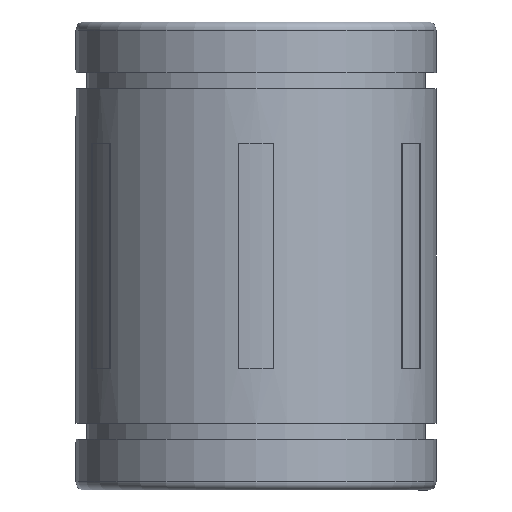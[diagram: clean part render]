
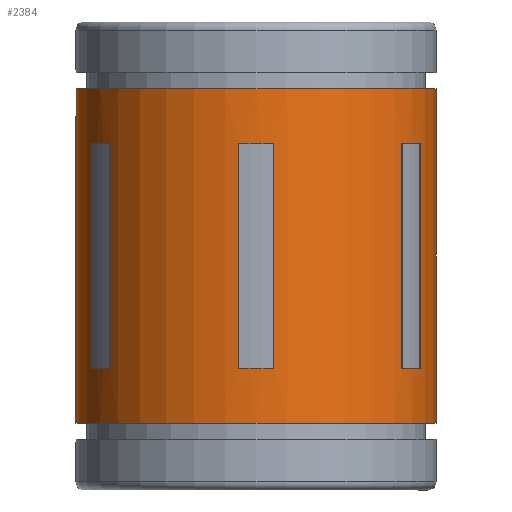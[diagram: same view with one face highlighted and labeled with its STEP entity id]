
A CAD part, left-side view. The second image highlights one B-rep face of the part: STEP entity #2384.
In plain terms, the highlighted cylindrical face has radius 15.875 mm (diameter 31.75 mm), a partial arc.
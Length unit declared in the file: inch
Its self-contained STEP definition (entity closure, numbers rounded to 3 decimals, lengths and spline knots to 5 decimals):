
#43 = VERTEX_POINT ( 'NONE', #470 ) ;
#138 = VERTEX_POINT ( 'NONE', #2720 ) ;
#154 = VECTOR ( 'NONE', #177, 39.37008 ) ;
#177 = DIRECTION ( 'NONE',  ( 0., 0., -1. ) ) ;
#210 = ORIENTED_EDGE ( 'NONE', *, *, #2515, .T. ) ;
#218 = DIRECTION ( 'NONE',  ( 0., -1., 0. ) ) ;
#259 = CARTESIAN_POINT ( 'NONE',  ( 0., 0., 0.39227 ) ) ;
#272 = CARTESIAN_POINT ( 'NONE',  ( -0.2569, -0.56976, 0.39228 ) ) ;
#276 = VERTEX_POINT ( 'NONE', #813 ) ;
#373 = LINE ( 'NONE', #593, #1518 ) ;
#374 = ORIENTED_EDGE ( 'NONE', *, *, #1170, .F. ) ;
#375 = LINE ( 'NONE', #2548, #1561 ) ;
#379 = EDGE_CURVE ( 'NONE', #2044, #497, #2335, .T. ) ;
#399 = CARTESIAN_POINT ( 'NONE',  ( -0.62188, 0.0624, 0.39228 ) ) ;
#402 = CARTESIAN_POINT ( 'NONE',  ( 0., 0., -0.39227 ) ) ;
#421 = CARTESIAN_POINT ( 'NONE',  ( 0., 0.625, 0.5801 ) ) ;
#435 = CIRCLE ( 'NONE', #1910, 0.625 ) ;
#469 = EDGE_CURVE ( 'NONE', #138, #1097, #1685, .T. ) ;
#470 = CARTESIAN_POINT ( 'NONE',  ( 0., -0.625, -0.5801 ) ) ;
#483 = CARTESIAN_POINT ( 'NONE',  ( -0.2569, 0.56976, 0.39228 ) ) ;
#497 = VERTEX_POINT ( 'NONE', #2183 ) ;
#506 = EDGE_CURVE ( 'NONE', #2044, #2266, #1334, .T. ) ;
#520 = CIRCLE ( 'NONE', #840, 0.625 ) ;
#541 = CARTESIAN_POINT ( 'NONE',  ( 0., 0., -0.5801 ) ) ;
#555 = DIRECTION ( 'NONE',  ( 0., 0., 1. ) ) ;
#574 = CARTESIAN_POINT ( 'NONE',  ( 0., -0.625, 0.78455 ) ) ;
#593 = CARTESIAN_POINT ( 'NONE',  ( 0., 0.625, 0.78455 ) ) ;
#605 = AXIS2_PLACEMENT_3D ( 'NONE', #1109, #1504, #218 ) ;
#616 = LINE ( 'NONE', #574, #1119 ) ;
#620 = VERTEX_POINT ( 'NONE', #2700 ) ;
#632 = ORIENTED_EDGE ( 'NONE', *, *, #2075, .F. ) ;
#685 = VERTEX_POINT ( 'NONE', #421 ) ;
#712 = CARTESIAN_POINT ( 'NONE',  ( 0., -0.625, 0.5801 ) ) ;
#813 = CARTESIAN_POINT ( 'NONE',  ( -0.62188, -0.0624, -0.39227 ) ) ;
#817 = DIRECTION ( 'NONE',  ( 0., 0., 1. ) ) ;
#821 = FACE_BOUND ( 'NONE', #2451, .T. ) ;
#840 = AXIS2_PLACEMENT_3D ( 'NONE', #1482, #817, #1447 ) ;
#848 = EDGE_LOOP ( 'NONE', ( #1055, #989, #2449, #2328 ) ) ;
#906 = DIRECTION ( 'NONE',  ( -0.995, -0.1, 0. ) ) ;
#919 = EDGE_CURVE ( 'NONE', #1366, #2291, #1431, .T. ) ;
#965 = CARTESIAN_POINT ( 'NONE',  ( -0.62188, -0.0624, 0.39228 ) ) ;
#979 = EDGE_LOOP ( 'NONE', ( #992, #210, #2669, #1836 ) ) ;
#989 = ORIENTED_EDGE ( 'NONE', *, *, #1262, .F. ) ;
#992 = ORIENTED_EDGE ( 'NONE', *, *, #2227, .F. ) ;
#1012 = CARTESIAN_POINT ( 'NONE',  ( 0., 0., 0.39227 ) ) ;
#1020 = ORIENTED_EDGE ( 'NONE', *, *, #1141, .F. ) ;
#1031 = CYLINDRICAL_SURFACE ( 'NONE', #2537, 0.625 ) ;
#1055 = ORIENTED_EDGE ( 'NONE', *, *, #506, .T. ) ;
#1060 = EDGE_CURVE ( 'NONE', #620, #276, #2124, .T. ) ;
#1074 = CARTESIAN_POINT ( 'NONE',  ( -0.2569, 0.56976, 0.39228 ) ) ;
#1097 = VERTEX_POINT ( 'NONE', #965 ) ;
#1103 = CARTESIAN_POINT ( 'NONE',  ( 0., 0., 0.39227 ) ) ;
#1109 = CARTESIAN_POINT ( 'NONE',  ( 0., 0., 0.5801 ) ) ;
#1119 = VECTOR ( 'NONE', #2774, 39.37008 ) ;
#1138 = DIRECTION ( 'NONE',  ( -0.584, 0.812, 0. ) ) ;
#1141 = EDGE_CURVE ( 'NONE', #1366, #2119, #2636, .T. ) ;
#1170 = EDGE_CURVE ( 'NONE', #276, #1097, #2123, .T. ) ;
#1184 = EDGE_CURVE ( 'NONE', #43, #1445, #616, .T. ) ;
#1213 = CIRCLE ( 'NONE', #2759, 0.625 ) ;
#1234 = ORIENTED_EDGE ( 'NONE', *, *, #1876, .F. ) ;
#1252 = DIRECTION ( 'NONE',  ( 0., 0., 1. ) ) ;
#1254 = ORIENTED_EDGE ( 'NONE', *, *, #2109, .F. ) ;
#1262 = EDGE_CURVE ( 'NONE', #2281, #2266, #375, .T. ) ;
#1271 = CARTESIAN_POINT ( 'NONE',  ( -0.36498, -0.50736, -0.39227 ) ) ;
#1333 = DIRECTION ( 'NONE',  ( 0., 0., 1. ) ) ;
#1334 = CIRCLE ( 'NONE', #2116, 0.625 ) ;
#1342 = DIRECTION ( 'NONE',  ( 0., -1., 0. ) ) ;
#1349 = DIRECTION ( 'NONE',  ( 0., 0., 1. ) ) ;
#1366 = VERTEX_POINT ( 'NONE', #2156 ) ;
#1431 = CIRCLE ( 'NONE', #2121, 0.625 ) ;
#1434 = DIRECTION ( 'NONE',  ( 0., 0., 1. ) ) ;
#1445 = VERTEX_POINT ( 'NONE', #712 ) ;
#1447 = DIRECTION ( 'NONE',  ( -0.584, 0.812, 0. ) ) ;
#1459 = AXIS2_PLACEMENT_3D ( 'NONE', #1103, #1333, #1706 ) ;
#1463 = DIRECTION ( 'NONE',  ( 0., 0., 1. ) ) ;
#1482 = CARTESIAN_POINT ( 'NONE',  ( 0., 0., -0.39227 ) ) ;
#1504 = DIRECTION ( 'NONE',  ( 0., 0., 1. ) ) ;
#1518 = VECTOR ( 'NONE', #1463, 39.37008 ) ;
#1527 = CARTESIAN_POINT ( 'NONE',  ( 0., 0., -0.39227 ) ) ;
#1549 = CARTESIAN_POINT ( 'NONE',  ( 0., 0.625, -0.5801 ) ) ;
#1561 = VECTOR ( 'NONE', #1693, 39.37008 ) ;
#1587 = VECTOR ( 'NONE', #1733, 39.37008 ) ;
#1595 = VECTOR ( 'NONE', #2710, 39.37008 ) ;
#1685 = CIRCLE ( 'NONE', #1459, 0.625 ) ;
#1693 = DIRECTION ( 'NONE',  ( 0., 0., 1. ) ) ;
#1706 = DIRECTION ( 'NONE',  ( -0.995, -0.1, 0. ) ) ;
#1733 = DIRECTION ( 'NONE',  ( 0., 0., -1. ) ) ;
#1744 = ORIENTED_EDGE ( 'NONE', *, *, #919, .T. ) ;
#1763 = DIRECTION ( 'NONE',  ( 0., 0., 1. ) ) ;
#1836 = ORIENTED_EDGE ( 'NONE', *, *, #1940, .F. ) ;
#1855 = DIRECTION ( 'NONE',  ( 0., 0., 1. ) ) ;
#1856 = EDGE_CURVE ( 'NONE', #497, #2281, #520, .T. ) ;
#1865 = CARTESIAN_POINT ( 'NONE',  ( -0.2569, -0.56976, -0.39227 ) ) ;
#1866 = ORIENTED_EDGE ( 'NONE', *, *, #469, .T. ) ;
#1876 = EDGE_CURVE ( 'NONE', #2119, #2492, #435, .T. ) ;
#1888 = FACE_OUTER_BOUND ( 'NONE', #979, .T. ) ;
#1900 = FACE_BOUND ( 'NONE', #848, .T. ) ;
#1910 = AXIS2_PLACEMENT_3D ( 'NONE', #402, #555, #2278 ) ;
#1940 = EDGE_CURVE ( 'NONE', #685, #1445, #2698, .T. ) ;
#1949 = VERTEX_POINT ( 'NONE', #1549 ) ;
#2044 = VERTEX_POINT ( 'NONE', #483 ) ;
#2075 = EDGE_CURVE ( 'NONE', #2492, #2291, #2707, .T. ) ;
#2089 = CARTESIAN_POINT ( 'NONE',  ( -0.36498, -0.50736, 0.39228 ) ) ;
#2109 = EDGE_CURVE ( 'NONE', #138, #620, #2460, .T. ) ;
#2116 = AXIS2_PLACEMENT_3D ( 'NONE', #259, #1349, #1138 ) ;
#2119 = VERTEX_POINT ( 'NONE', #1271 ) ;
#2121 = AXIS2_PLACEMENT_3D ( 'NONE', #1012, #1855, #2696 ) ;
#2123 = LINE ( 'NONE', #2758, #2303 ) ;
#2124 = CIRCLE ( 'NONE', #2358, 0.625 ) ;
#2125 = EDGE_LOOP ( 'NONE', ( #1866, #374, #2191, #1254 ) ) ;
#2156 = CARTESIAN_POINT ( 'NONE',  ( -0.36498, -0.50736, 0.39228 ) ) ;
#2183 = CARTESIAN_POINT ( 'NONE',  ( -0.2569, 0.56976, -0.39227 ) ) ;
#2191 = ORIENTED_EDGE ( 'NONE', *, *, #1060, .F. ) ;
#2205 = DIRECTION ( 'NONE',  ( 0., -1., 0. ) ) ;
#2227 = EDGE_CURVE ( 'NONE', #1949, #685, #373, .T. ) ;
#2266 = VERTEX_POINT ( 'NONE', #2755 ) ;
#2278 = DIRECTION ( 'NONE',  ( -0.411, -0.912, 0. ) ) ;
#2281 = VERTEX_POINT ( 'NONE', #2547 ) ;
#2291 = VERTEX_POINT ( 'NONE', #272 ) ;
#2303 = VECTOR ( 'NONE', #1252, 39.37008 ) ;
#2328 = ORIENTED_EDGE ( 'NONE', *, *, #379, .F. ) ;
#2335 = LINE ( 'NONE', #1074, #1587 ) ;
#2358 = AXIS2_PLACEMENT_3D ( 'NONE', #1527, #2374, #906 ) ;
#2374 = DIRECTION ( 'NONE',  ( 0., 0., 1. ) ) ;
#2384 = ADVANCED_FACE ( 'NONE', ( #1888, #1900, #2729, #821 ), #1031, .T. ) ;
#2398 = CARTESIAN_POINT ( 'NONE',  ( -0.2569, -0.56976, -0.39227 ) ) ;
#2410 = CARTESIAN_POINT ( 'NONE',  ( 0., 0., 0.78455 ) ) ;
#2449 = ORIENTED_EDGE ( 'NONE', *, *, #1856, .F. ) ;
#2451 = EDGE_LOOP ( 'NONE', ( #1744, #632, #1234, #1020 ) ) ;
#2460 = LINE ( 'NONE', #399, #154 ) ;
#2492 = VERTEX_POINT ( 'NONE', #2398 ) ;
#2515 = EDGE_CURVE ( 'NONE', #1949, #43, #1213, .T. ) ;
#2537 = AXIS2_PLACEMENT_3D ( 'NONE', #2410, #1763, #1342 ) ;
#2547 = CARTESIAN_POINT ( 'NONE',  ( -0.36498, 0.50736, -0.39227 ) ) ;
#2548 = CARTESIAN_POINT ( 'NONE',  ( -0.36498, 0.50736, -0.39227 ) ) ;
#2569 = VECTOR ( 'NONE', #1434, 39.37008 ) ;
#2636 = LINE ( 'NONE', #2089, #1595 ) ;
#2668 = DIRECTION ( 'NONE',  ( 0., 0., 1. ) ) ;
#2669 = ORIENTED_EDGE ( 'NONE', *, *, #1184, .T. ) ;
#2696 = DIRECTION ( 'NONE',  ( -0.411, -0.912, 0. ) ) ;
#2698 = CIRCLE ( 'NONE', #605, 0.625 ) ;
#2700 = CARTESIAN_POINT ( 'NONE',  ( -0.62188, 0.0624, -0.39227 ) ) ;
#2707 = LINE ( 'NONE', #1865, #2569 ) ;
#2710 = DIRECTION ( 'NONE',  ( 0., 0., -1. ) ) ;
#2720 = CARTESIAN_POINT ( 'NONE',  ( -0.62188, 0.0624, 0.39228 ) ) ;
#2729 = FACE_BOUND ( 'NONE', #2125, .T. ) ;
#2755 = CARTESIAN_POINT ( 'NONE',  ( -0.36498, 0.50736, 0.39228 ) ) ;
#2758 = CARTESIAN_POINT ( 'NONE',  ( -0.62188, -0.0624, -0.39227 ) ) ;
#2759 = AXIS2_PLACEMENT_3D ( 'NONE', #541, #2668, #2205 ) ;
#2774 = DIRECTION ( 'NONE',  ( 0., 0., 1. ) ) ;
